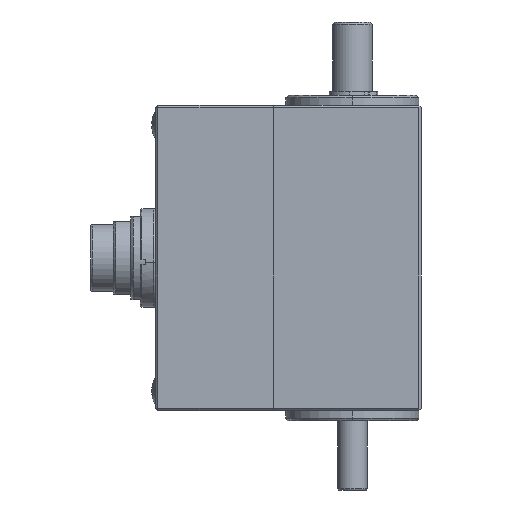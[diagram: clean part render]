
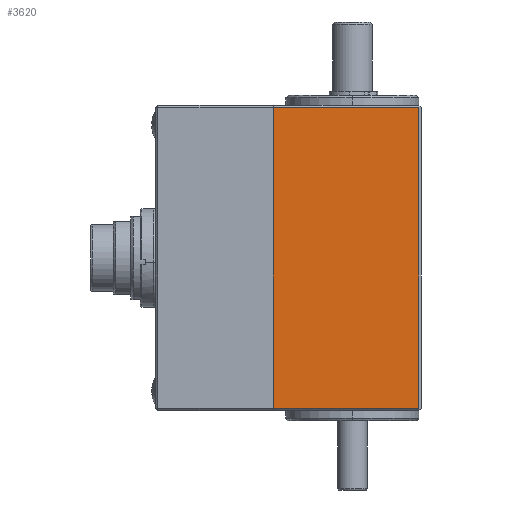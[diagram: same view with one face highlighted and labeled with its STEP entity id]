
A CAD part, left-side view. The second image highlights one B-rep face of the part: STEP entity #3620.
In plain terms, the highlighted planar face has unit normal (-1, 0, 0).
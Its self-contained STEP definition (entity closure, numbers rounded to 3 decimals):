
#165 = CARTESIAN_POINT ( 'NONE',  ( -14., 16., 61.5 ) ) ;
#237 = EDGE_LOOP ( 'NONE', ( #8865, #9674, #4125, #1973 ) ) ;
#814 = DIRECTION ( 'NONE',  ( 0., -1., 0. ) ) ;
#1110 = VECTOR ( 'NONE', #3103, 1000. ) ;
#1453 = VECTOR ( 'NONE', #11892, 1000. ) ;
#1973 = ORIENTED_EDGE ( 'NONE', *, *, #5675, .T. ) ;
#2475 = CARTESIAN_POINT ( 'NONE',  ( -14., 16., 61.5 ) ) ;
#3103 = DIRECTION ( 'NONE',  ( 0., 1., 0. ) ) ;
#3298 = FACE_OUTER_BOUND ( 'NONE', #237, .T. ) ;
#3412 = LINE ( 'NONE', #165, #1110 ) ;
#3620 = ADVANCED_FACE ( 'NONE', ( #3298 ), #4957, .F. ) ;
#3846 = VERTEX_POINT ( 'NONE', #4775 ) ;
#4125 = ORIENTED_EDGE ( 'NONE', *, *, #8025, .T. ) ;
#4376 = LINE ( 'NONE', #10937, #1453 ) ;
#4775 = CARTESIAN_POINT ( 'NONE',  ( -14., 16., 0.5 ) ) ;
#4950 = CARTESIAN_POINT ( 'NONE',  ( -14., -13.5, 0.5 ) ) ;
#4957 = PLANE ( 'NONE',  #5636 ) ;
#5262 = CARTESIAN_POINT ( 'NONE',  ( -14., -13.5, 64. ) ) ;
#5598 = CARTESIAN_POINT ( 'NONE',  ( -14., -14., 0.5 ) ) ;
#5636 = AXIS2_PLACEMENT_3D ( 'NONE', #9862, #9733, #10297 ) ;
#5675 = EDGE_CURVE ( 'NONE', #10622, #3846, #4376, .T. ) ;
#5843 = EDGE_CURVE ( 'NONE', #3846, #9286, #12305, .T. ) ;
#6226 = DIRECTION ( 'NONE',  ( 0., 0., 1. ) ) ;
#7717 = CARTESIAN_POINT ( 'NONE',  ( -14., -13.5, 61.5 ) ) ;
#8025 = EDGE_CURVE ( 'NONE', #12377, #10622, #3412, .T. ) ;
#8865 = ORIENTED_EDGE ( 'NONE', *, *, #5843, .T. ) ;
#9245 = LINE ( 'NONE', #5262, #11749 ) ;
#9286 = VERTEX_POINT ( 'NONE', #4950 ) ;
#9674 = ORIENTED_EDGE ( 'NONE', *, *, #10102, .T. ) ;
#9733 = DIRECTION ( 'NONE',  ( 1., 0., 0. ) ) ;
#9862 = CARTESIAN_POINT ( 'NONE',  ( -14., -14., 64. ) ) ;
#10102 = EDGE_CURVE ( 'NONE', #9286, #12377, #9245, .T. ) ;
#10297 = DIRECTION ( 'NONE',  ( 0., 0., -1. ) ) ;
#10622 = VERTEX_POINT ( 'NONE', #2475 ) ;
#10937 = CARTESIAN_POINT ( 'NONE',  ( -14., 16., 64. ) ) ;
#11749 = VECTOR ( 'NONE', #6226, 1000. ) ;
#11892 = DIRECTION ( 'NONE',  ( 0., 0., -1. ) ) ;
#12208 = VECTOR ( 'NONE', #814, 1000. ) ;
#12305 = LINE ( 'NONE', #5598, #12208 ) ;
#12377 = VERTEX_POINT ( 'NONE', #7717 ) ;
